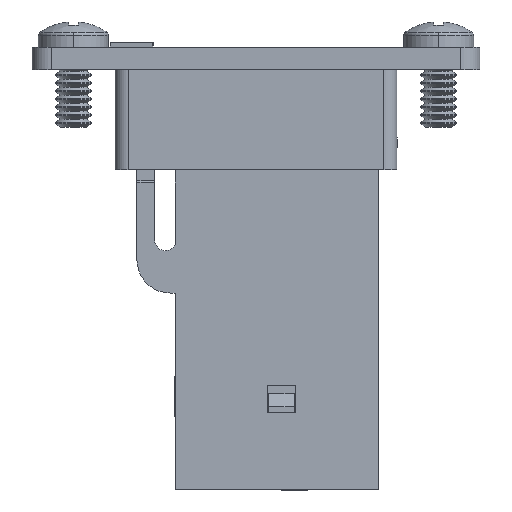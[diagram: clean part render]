
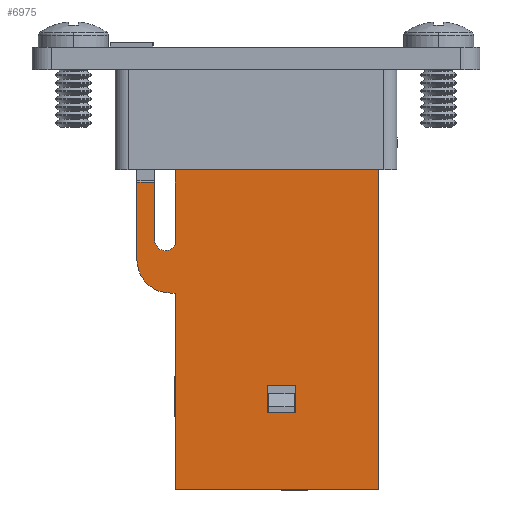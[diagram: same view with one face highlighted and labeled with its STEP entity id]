
A CAD part, left-side view. The second image highlights one B-rep face of the part: STEP entity #6975.
In plain terms, the highlighted planar face has unit normal (-1, 0, 0).
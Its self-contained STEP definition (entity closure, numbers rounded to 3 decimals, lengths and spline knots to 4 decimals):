
#3172 = CARTESIAN_POINT ( 'NONE',  ( -0.36, 0.108, -1.14 ) ) ;
#3503 = CARTESIAN_POINT ( 'NONE',  ( -0.36, 0.198, -1.055 ) ) ;
#3535 = LINE ( 'NONE', #3594, #3592 ) ;
#3551 = DIRECTION ( 'NONE',  ( 0., 0., -1. ) ) ;
#3552 = VECTOR ( 'NONE', #3551, 39.3701 ) ;
#3554 = CARTESIAN_POINT ( 'NONE',  ( -0.36, 0.108, 0.3022 ) ) ;
#3556 = CARTESIAN_POINT ( 'NONE',  ( -0.36, 0.198, -1.14 ) ) ;
#3560 = LINE ( 'NONE', #3554, #3552 ) ;
#3591 = LINE ( 'NONE', #3628, #3627 ) ;
#3592 = VECTOR ( 'NONE', #3593, 39.3701 ) ;
#3593 = DIRECTION ( 'NONE',  ( 0., -1., 0. ) ) ;
#3594 = CARTESIAN_POINT ( 'NONE',  ( -0.36, -0.15, -1.14 ) ) ;
#3621 = CARTESIAN_POINT ( 'NONE',  ( -0.36, 0.108, -1.055 ) ) ;
#3626 = DIRECTION ( 'NONE',  ( 0., -1., 0. ) ) ;
#3627 = VECTOR ( 'NONE', #3626, 39.3701 ) ;
#3628 = CARTESIAN_POINT ( 'NONE',  ( -0.36, 0.108, -1.055 ) ) ;
#3641 = FACE_OUTER_BOUND ( 'NONE', #31863, .T. ) ;
#3648 = AXIS2_PLACEMENT_3D ( 'NONE', #3654, #3653, #3689 ) ;
#3653 = DIRECTION ( 'NONE',  ( -1., 0., 0. ) ) ;
#3654 = CARTESIAN_POINT ( 'NONE',  ( -0.36, -0.15, 0.3022 ) ) ;
#3689 = DIRECTION ( 'NONE',  ( 0., -1., 0. ) ) ;
#3698 = FACE_BOUND ( 'NONE', #6252, .T. ) ;
#3700 = PLANE ( 'NONE',  #3648 ) ;
#5205 = VERTEX_POINT ( 'NONE', #3172 ) ;
#6252 = EDGE_LOOP ( 'NONE', ( #6768, #6758, #6340, #32293 ) ) ;
#6340 = ORIENTED_EDGE ( 'NONE', *, *, #6454, .F. ) ;
#6348 = VERTEX_POINT ( 'NONE', #3503 ) ;
#6454 = EDGE_CURVE ( 'NONE', #6536, #5205, #3535, .T. ) ;
#6530 = EDGE_CURVE ( 'NONE', #6656, #5205, #3560, .T. ) ;
#6535 = EDGE_CURVE ( 'NONE', #6348, #6656, #3591, .T. ) ;
#6536 = VERTEX_POINT ( 'NONE', #3556 ) ;
#6656 = VERTEX_POINT ( 'NONE', #3621 ) ;
#6758 = ORIENTED_EDGE ( 'NONE', *, *, #6530, .T. ) ;
#6768 = ORIENTED_EDGE ( 'NONE', *, *, #6535, .T. ) ;
#6975 = ADVANCED_FACE ( 'NONE', ( #3698, #3641 ), #3700, .T. ) ;
#20912 = DIRECTION ( 'NONE',  ( 0., 0., 1. ) ) ;
#20913 = VECTOR ( 'NONE', #20912, 39.3701 ) ;
#20933 = CARTESIAN_POINT ( 'NONE',  ( -0.36, 0.485, -0.38 ) ) ;
#20935 = DIRECTION ( 'NONE',  ( 0., 1., 0. ) ) ;
#20936 = VECTOR ( 'NONE', #20935, 39.3701 ) ;
#20937 = CARTESIAN_POINT ( 'NONE',  ( -0.36, 0.485, -0.765 ) ) ;
#20946 = CARTESIAN_POINT ( 'NONE',  ( -0.36, -0.15, -1.38 ) ) ;
#20947 = LINE ( 'NONE', #20937, #20936 ) ;
#20950 = CARTESIAN_POINT ( 'NONE',  ( -0.36, 0.605, -0.66 ) ) ;
#20951 = LINE ( 'NONE', #20950, #20913 ) ;
#20991 = CARTESIAN_POINT ( 'NONE',  ( -0.36, 0.605, -0.418 ) ) ;
#20995 = CARTESIAN_POINT ( 'NONE',  ( -0.36, 0.5, -0.765 ) ) ;
#21004 = CARTESIAN_POINT ( 'NONE',  ( -0.36, 0.55, -0.418 ) ) ;
#21009 = CARTESIAN_POINT ( 'NONE',  ( -0.36, 0.485, -0.613 ) ) ;
#21011 = CARTESIAN_POINT ( 'NONE',  ( -0.36, 0.55, -0.6 ) ) ;
#21137 = DIRECTION ( 'NONE',  ( 0., 1., 0. ) ) ;
#21138 = VECTOR ( 'NONE', #21137, 39.3701 ) ;
#21139 = CARTESIAN_POINT ( 'NONE',  ( -0.36, 0.6, -0.418 ) ) ;
#21140 = LINE ( 'NONE', #21139, #21138 ) ;
#21161 = CARTESIAN_POINT ( 'NONE',  ( -0.36, 0.5159, -0.5985 ) ) ;
#21169 = CIRCLE ( 'NONE', #21230, 0.0341 ) ;
#21171 = CARTESIAN_POINT ( 'NONE',  ( -0.36, 0.605, -0.66 ) ) ;
#21175 = DIRECTION ( 'NONE',  ( 0., 0., 1. ) ) ;
#21176 = VECTOR ( 'NONE', #21175, 39.3701 ) ;
#21179 = CARTESIAN_POINT ( 'NONE',  ( -0.36, 0.198, 0.3022 ) ) ;
#21180 = LINE ( 'NONE', #21179, #21176 ) ;
#21227 = DIRECTION ( 'NONE',  ( 0., -1., 0. ) ) ;
#21229 = DIRECTION ( 'NONE',  ( -1., 0., 0. ) ) ;
#21230 = AXIS2_PLACEMENT_3D ( 'NONE', #21161, #21229, #21227 ) ;
#21386 = VECTOR ( 'NONE', #21389, 39.3701 ) ;
#21389 = DIRECTION ( 'NONE',  ( 0., 0., 1. ) ) ;
#21390 = CARTESIAN_POINT ( 'NONE',  ( -0.36, 0.485, -0.543 ) ) ;
#21398 = DIRECTION ( 'NONE',  ( 0., -1., 0. ) ) ;
#21400 = VECTOR ( 'NONE', #21398, 39.3701 ) ;
#21401 = CARTESIAN_POINT ( 'NONE',  ( -0.36, 0.485, -0.38 ) ) ;
#21406 = LINE ( 'NONE', #21401, #21400 ) ;
#21408 = LINE ( 'NONE', #21390, #21386 ) ;
#21411 = CARTESIAN_POINT ( 'NONE',  ( -0.36, -0.15, -0.38 ) ) ;
#21438 = VECTOR ( 'NONE', #21450, 39.3701 ) ;
#21441 = DIRECTION ( 'NONE',  ( 0., 0., 1. ) ) ;
#21442 = VECTOR ( 'NONE', #21441, 39.3701 ) ;
#21443 = CARTESIAN_POINT ( 'NONE',  ( -0.36, -0.15, 0.3022 ) ) ;
#21444 = LINE ( 'NONE', #21443, #21442 ) ;
#21450 = DIRECTION ( 'NONE',  ( 0., 1., 0. ) ) ;
#21451 = CARTESIAN_POINT ( 'NONE',  ( -0.36, -0.15, -1.38 ) ) ;
#21455 = LINE ( 'NONE', #21451, #21438 ) ;
#21480 = CARTESIAN_POINT ( 'NONE',  ( -0.36, 0.55, 0.3022 ) ) ;
#21481 = LINE ( 'NONE', #21480, #21518 ) ;
#21517 = DIRECTION ( 'NONE',  ( 0., 0., 1. ) ) ;
#21518 = VECTOR ( 'NONE', #21517, 39.3701 ) ;
#30927 = ORIENTED_EDGE ( 'NONE', *, *, #31964, .F. ) ;
#31801 = EDGE_CURVE ( 'NONE', #34780, #31835, #20947, .T. ) ;
#31809 = VERTEX_POINT ( 'NONE', #20933 ) ;
#31814 = ORIENTED_EDGE ( 'NONE', *, *, #34881, .F. ) ;
#31817 = VERTEX_POINT ( 'NONE', #20946 ) ;
#31820 = ORIENTED_EDGE ( 'NONE', *, *, #31826, .F. ) ;
#31826 = EDGE_CURVE ( 'NONE', #31835, #31872, #37111, .T. ) ;
#31829 = EDGE_CURVE ( 'NONE', #31872, #31838, #20951, .T. ) ;
#31833 = ORIENTED_EDGE ( 'NONE', *, *, #31856, .T. ) ;
#31835 = VERTEX_POINT ( 'NONE', #20995 ) ;
#31838 = VERTEX_POINT ( 'NONE', #20991 ) ;
#31840 = ORIENTED_EDGE ( 'NONE', *, *, #31829, .F. ) ;
#31849 = ORIENTED_EDGE ( 'NONE', *, *, #31977, .T. ) ;
#31853 = VERTEX_POINT ( 'NONE', #21011 ) ;
#31856 = EDGE_CURVE ( 'NONE', #31873, #31838, #21140, .T. ) ;
#31860 = VERTEX_POINT ( 'NONE', #21009 ) ;
#31863 = EDGE_LOOP ( 'NONE', ( #31833, #31840, #31820, #31989, #31814, #31978, #31849, #30927, #31956, #31987, #31937 ) ) ;
#31867 = EDGE_CURVE ( 'NONE', #6536, #6348, #21180, .T. ) ;
#31872 = VERTEX_POINT ( 'NONE', #21171 ) ;
#31873 = VERTEX_POINT ( 'NONE', #21004 ) ;
#31883 = EDGE_CURVE ( 'NONE', #31853, #31860, #21169, .T. ) ;
#31937 = ORIENTED_EDGE ( 'NONE', *, *, #32004, .T. ) ;
#31956 = ORIENTED_EDGE ( 'NONE', *, *, #31969, .F. ) ;
#31961 = VERTEX_POINT ( 'NONE', #21411 ) ;
#31964 = EDGE_CURVE ( 'NONE', #31809, #31961, #21406, .T. ) ;
#31969 = EDGE_CURVE ( 'NONE', #31860, #31809, #21408, .T. ) ;
#31977 = EDGE_CURVE ( 'NONE', #31817, #31961, #21444, .T. ) ;
#31978 = ORIENTED_EDGE ( 'NONE', *, *, #31985, .F. ) ;
#31985 = EDGE_CURVE ( 'NONE', #31817, #34883, #21455, .T. ) ;
#31987 = ORIENTED_EDGE ( 'NONE', *, *, #31883, .F. ) ;
#31989 = ORIENTED_EDGE ( 'NONE', *, *, #31801, .F. ) ;
#32004 = EDGE_CURVE ( 'NONE', #31853, #31873, #21481, .T. ) ;
#32293 = ORIENTED_EDGE ( 'NONE', *, *, #31867, .T. ) ;
#34780 = VERTEX_POINT ( 'NONE', #37532 ) ;
#34881 = EDGE_CURVE ( 'NONE', #34883, #34780, #37669, .T. ) ;
#34883 = VERTEX_POINT ( 'NONE', #37662 ) ;
#37111 = CIRCLE ( 'NONE', #37130, 0.105 ) ;
#37114 = CARTESIAN_POINT ( 'NONE',  ( -0.36, 0.5, -0.66 ) ) ;
#37115 = DIRECTION ( 'NONE',  ( 0., 0., -1. ) ) ;
#37127 = DIRECTION ( 'NONE',  ( 1., 0., 0. ) ) ;
#37130 = AXIS2_PLACEMENT_3D ( 'NONE', #37114, #37127, #37115 ) ;
#37532 = CARTESIAN_POINT ( 'NONE',  ( -0.36, 0.485, -0.765 ) ) ;
#37662 = CARTESIAN_POINT ( 'NONE',  ( -0.36, 0.485, -1.38 ) ) ;
#37665 = DIRECTION ( 'NONE',  ( 0., 0., 1. ) ) ;
#37666 = VECTOR ( 'NONE', #37665, 39.3701 ) ;
#37667 = CARTESIAN_POINT ( 'NONE',  ( -0.36, 0.485, -0.543 ) ) ;
#37669 = LINE ( 'NONE', #37667, #37666 ) ;
